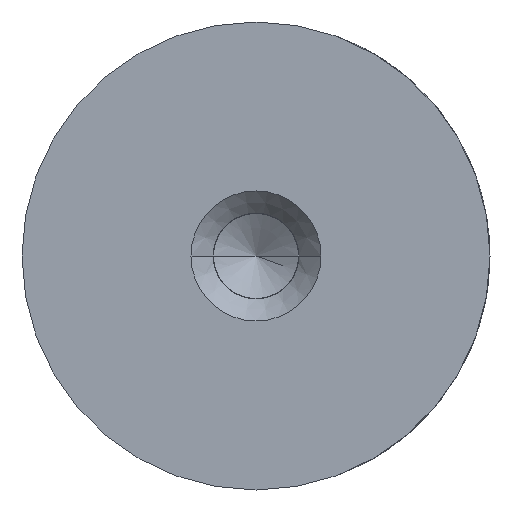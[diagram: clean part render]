
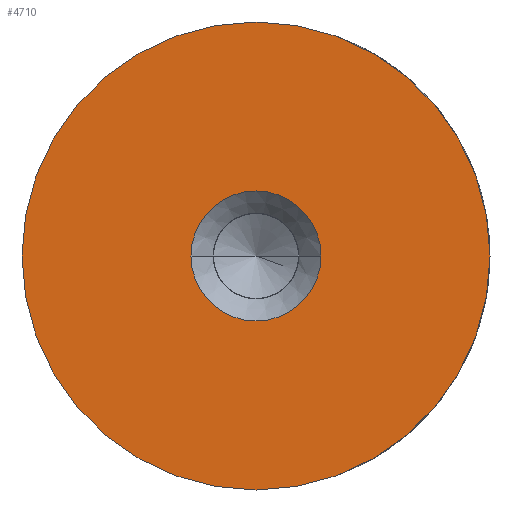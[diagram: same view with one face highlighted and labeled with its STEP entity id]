
A CAD part, front view. The second image highlights one B-rep face of the part: STEP entity #4710.
In plain terms, the highlighted planar face has unit normal (0, -1, 0).
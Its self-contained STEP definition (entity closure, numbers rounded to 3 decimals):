
#310=CARTESIAN_POINT('',(9.,0.,0.));
#320=VERTEX_POINT('',#310);
#4320=CARTESIAN_POINT('',(-9.,0.,0.));
#4330=VERTEX_POINT('',#4320);
#4360=CARTESIAN_POINT('',(0.,0.,0.));
#4370=DIRECTION('',(0.,1.,0.));
#4380=DIRECTION('',(-1.,0.,0.));
#4390=AXIS2_PLACEMENT_3D('',#4360,#4370,#4380);
#4400=CIRCLE('',#4390,9.);
#4410=EDGE_CURVE('',#320,#4330,#4400,.T.);
#4460=CARTESIAN_POINT('',(-4.5,0.,0.));
#4470=DIRECTION('',(0.,1.,0.));
#4480=DIRECTION('',(1.,-0.,0.));
#4490=AXIS2_PLACEMENT_3D('',#4460,#4470,#4480);
#4500=PLANE('',#4490);
#4510=CARTESIAN_POINT('',(0.,0.,0.));
#4520=DIRECTION('',(0.,-1.,0.));
#4530=DIRECTION('',(-1.,-0.,0.));
#4540=AXIS2_PLACEMENT_3D('',#4510,#4520,#4530);
#4550=CIRCLE('',#4540,2.5);
#4560=CARTESIAN_POINT('',(2.5,0.,0.));
#4570=VERTEX_POINT('',#4560);
#4580=CARTESIAN_POINT('',(-2.5,0.,0.));
#4590=VERTEX_POINT('',#4580);
#4600=EDGE_CURVE('',#4570,#4590,#4550,.T.);
#4610=ORIENTED_EDGE('',*,*,#4600,.F.);
#4620=EDGE_CURVE('',#4590,#4570,#4550,.T.);
#4630=ORIENTED_EDGE('',*,*,#4620,.F.);
#4640=EDGE_LOOP('',(#4630,#4610));
#4650=FACE_BOUND('',#4640,.T.);
#4660=EDGE_CURVE('',#4330,#320,#4400,.T.);
#4670=ORIENTED_EDGE('',*,*,#4660,.F.);
#4680=ORIENTED_EDGE('',*,*,#4410,.F.);
#4690=EDGE_LOOP('',(#4680,#4670));
#4700=FACE_OUTER_BOUND('',#4690,.T.);
#4710=ADVANCED_FACE('',(#4650,#4700),#4500,.F.);
